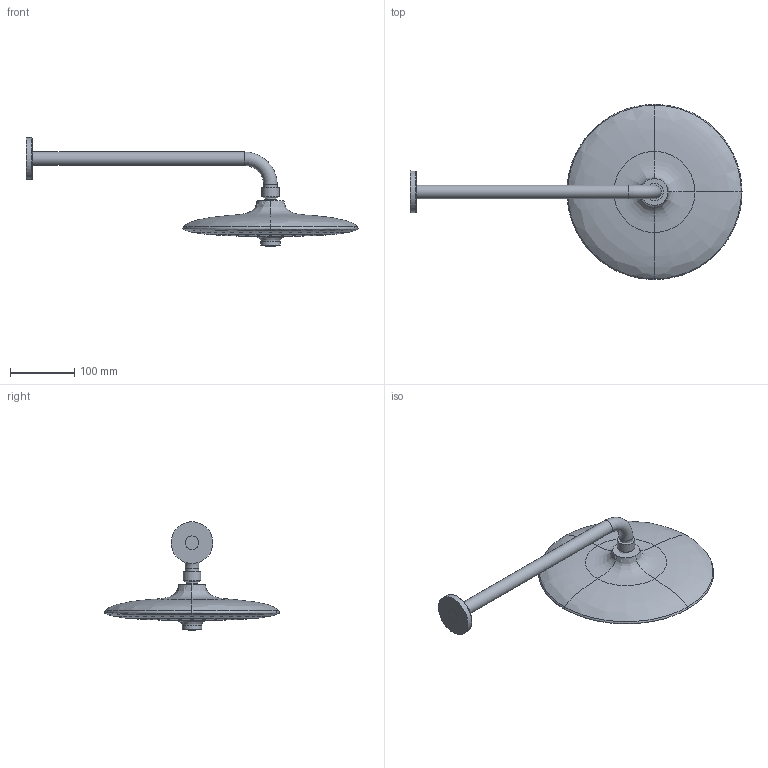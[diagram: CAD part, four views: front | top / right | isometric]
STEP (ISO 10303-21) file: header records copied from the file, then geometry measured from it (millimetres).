
FILE_DESCRIPTION(/* description */ ('Unknown'),/* implementation_level */ '2;1');
FILE_NAME(/* name */ '26458000',/* time_stamp */ '2022-09-09T04:56:11+02:00',/* author */ ('Unknown'),/* organization */ ('GROHE AG'),/* preprocessor_version */ 'ST-DEVELOPER v16.7',/* originating_system */ 'DEX',/* authorisation */ $);
FILE_SCHEMA (('AUTOMOTIVE_DESIGN {1 0 10303 214 3 1 1}'));
Length unit declared in the file: millimetre
Products named in the file (8): 26458000; 26458000_0; G0181BC40660ln5y; g01806A88795qqn0; caps; 26458000_1; G0181F9CAB557vxb
Assembly tree (7 placements, depth 2):
  26458000
    26458000
    26458000_0
    G0181BC40660ln5y
    g01806A88795qqn0
    caps
    26458000_1
    G0181F9CAB557vxb
Bounding box: 516.03 x 272.05 x 168.58 mm (x, y, z)
Volume: 1539835.3 mm3; surface area: 386156.3 mm2
Topology: 7 solids, 8 shells, 566 faces, 1711 edges, 1100 vertices
Faces by surface type: bspline 249, cylinder 226, plane 64, torus 14, cone 9, sphere 4
Full cylindrical faces by diameter (mm): 4.005 x152, 18.5 x1, 20.955 x2, 21 x1, 27 x1, 30.333 x1, 54.466 x1
Entity records: 30632 total; most frequent: CARTESIAN_POINT 15981, ORIENTED_EDGE 2896, DIRECTION 1451, EDGE_CURVE 1448, FACE_BOUND 1111, EDGE_LOOP 1110, VERTEX_POINT 1085, B_SPLINE_CURVE_WITH_KNOTS 1013
